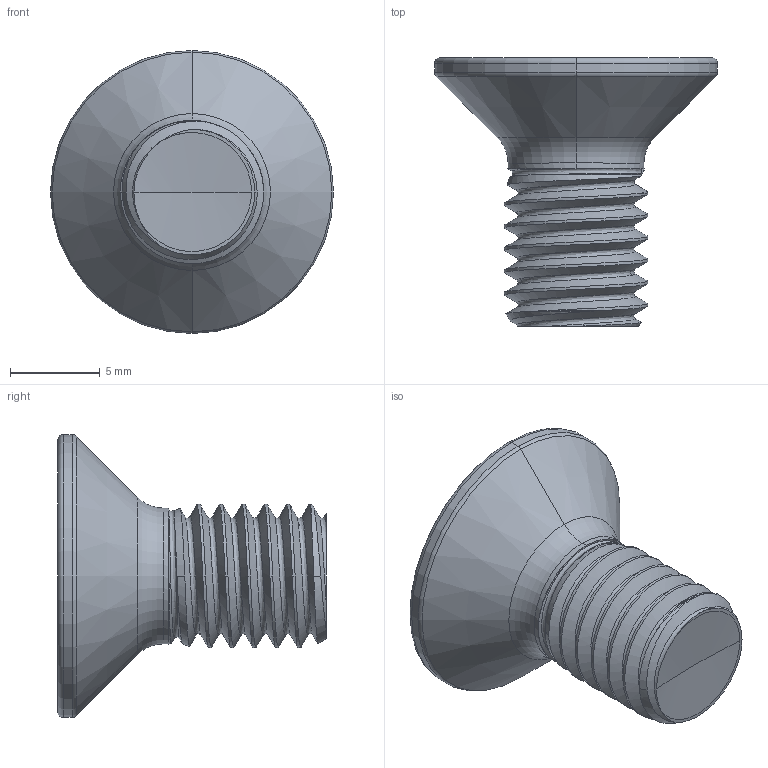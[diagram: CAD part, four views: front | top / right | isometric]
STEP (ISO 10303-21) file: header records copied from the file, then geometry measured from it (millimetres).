
FILE_DESCRIPTION (( 'STEP AP203' ), '1' );
FILE_NAME ('STM410800150.STEP', '2020-12-18T18:40:00', ( '' ), ( '' ), 'SwSTEP 2.0', 'SolidWorks 2015', '' );
FILE_SCHEMA (( 'CONFIG_CONTROL_DESIGN' ));
Length unit declared in the file: millimetre
Products named in the file (2): STM410800150
Bounding box: 15.8 x 15 x 15.8 mm (x, y, z)
Volume: 934.9 mm3; surface area: 907.5 mm2
Topology: 1 solids, 1 shells, 86 faces, 221 edges, 136 vertices
Faces by surface type: cylinder 38, bspline 18, cone 14, torus 9, plane 5, sphere 2
Entity records: 12775 total; most frequent: CARTESIAN_POINT 10813, ORIENTED_EDGE 438, DIRECTION 309, EDGE_CURVE 219, VERTEX_POINT 136, AXIS2_PLACEMENT_3D 129, EDGE_LOOP 87, FACE_OUTER_BOUND 86
